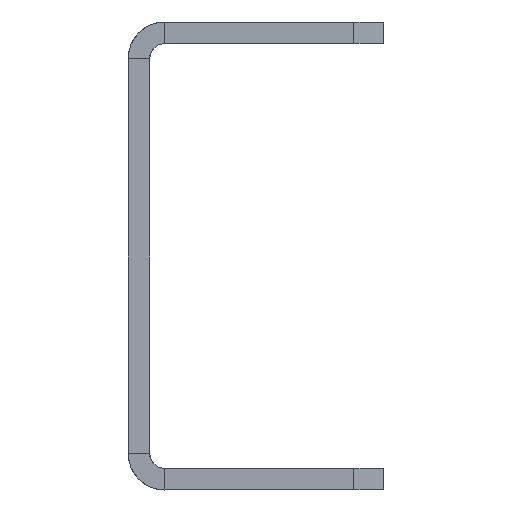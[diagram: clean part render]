
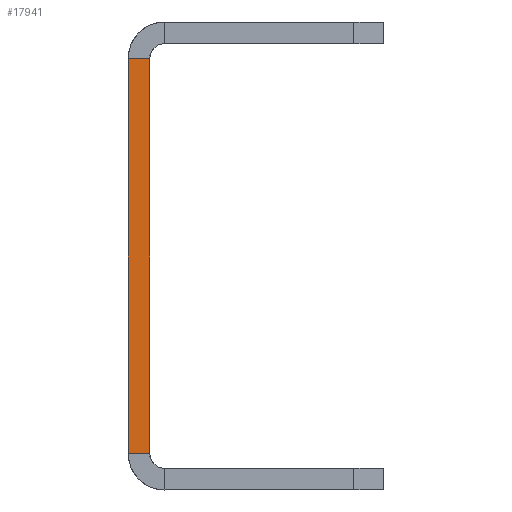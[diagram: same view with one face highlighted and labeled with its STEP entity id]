
A CAD part, left-side view. The second image highlights one B-rep face of the part: STEP entity #17941.
In plain terms, the highlighted planar face has unit normal (-1, 0, 0).
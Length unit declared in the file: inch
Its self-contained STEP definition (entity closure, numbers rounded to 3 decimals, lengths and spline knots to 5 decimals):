
#2913=FACE_OUTER_BOUND('',#3840,.T.);
#3840=EDGE_LOOP('',(#15994,#15995,#15996,#15997));
#5376=LINE('',#26062,#6970);
#5947=LINE('',#28398,#7541);
#5961=LINE('',#28472,#7555);
#6592=LINE('',#30250,#8186);
#6970=VECTOR('',#20394,0.844);
#7541=VECTOR('',#21969,0.046);
#7555=VECTOR('',#21985,0.844);
#8186=VECTOR('',#23814,0.046);
#8637=VERTEX_POINT('',#26059);
#8638=VERTEX_POINT('',#26061);
#9377=VERTEX_POINT('',#28109);
#9399=VERTEX_POINT('',#28470);
#10182=EDGE_CURVE('',#8638,#8637,#5376,.T.);
#11113=EDGE_CURVE('',#8637,#9377,#5947,.T.);
#11127=EDGE_CURVE('',#9399,#9377,#5961,.T.);
#11971=EDGE_CURVE('',#8638,#9399,#6592,.T.);
#15994=ORIENTED_EDGE('',*,*,#11113,.T.);
#15995=ORIENTED_EDGE('',*,*,#11127,.F.);
#15996=ORIENTED_EDGE('',*,*,#11971,.F.);
#15997=ORIENTED_EDGE('',*,*,#10182,.T.);
#17264=PLANE('',#19340);
#17941=ADVANCED_FACE('',(#2913),#17264,.F.);
#19340=AXIS2_PLACEMENT_3D('',#30249,#23812,#23813);
#20394=DIRECTION('',(0.,0.,1.));
#21969=DIRECTION('',(0.,1.,0.));
#21985=DIRECTION('',(0.,0.,1.));
#23812=DIRECTION('center_axis',(1.,0.,0.));
#23813=DIRECTION('ref_axis',(0.,0.,-1.));
#23814=DIRECTION('',(0.,1.,0.));
#26059=CARTESIAN_POINT('',(-1.04194,0.,0.30781));
#26061=CARTESIAN_POINT('',(-1.04194,0.,-0.53619));
#26062=CARTESIAN_POINT('',(-1.04194,0.,-0.53619));
#28109=CARTESIAN_POINT('',(-1.04194,0.046,0.30781));
#28398=CARTESIAN_POINT('',(-1.04194,0.,0.30781));
#28470=CARTESIAN_POINT('',(-1.04194,0.046,-0.53619));
#28472=CARTESIAN_POINT('',(-1.04194,0.046,-0.53619));
#30249=CARTESIAN_POINT('Origin',(-1.04194,0.046,-0.61419));
#30250=CARTESIAN_POINT('',(-1.04194,0.,-0.53619));
